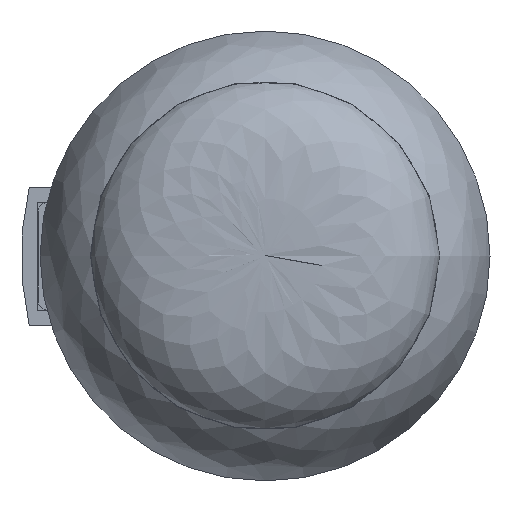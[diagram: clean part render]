
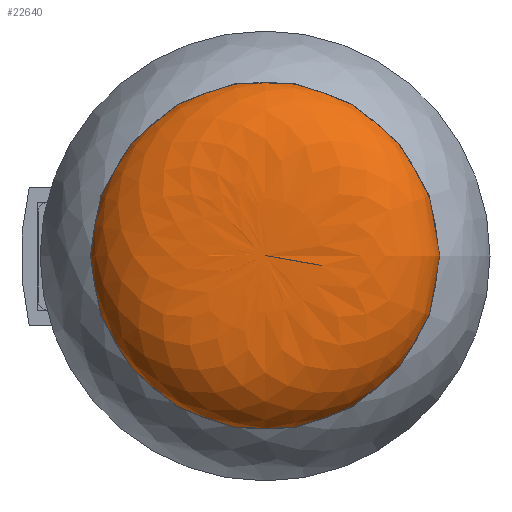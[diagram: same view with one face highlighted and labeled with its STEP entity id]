
A CAD part, top view. The second image highlights one B-rep face of the part: STEP entity #22640.
In plain terms, the highlighted face is a revolution surface.
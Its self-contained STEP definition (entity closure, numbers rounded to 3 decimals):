
#22627 = EDGE_CURVE('',#22628,#22628,#22630,.T.);
#22628 = VERTEX_POINT('',#22629);
#22629 = CARTESIAN_POINT('',(10.,0.,22.001));
#22630 = CIRCLE('',#22631,10.);
#22631 = AXIS2_PLACEMENT_3D('',#22632,#22633,#22634);
#22632 = CARTESIAN_POINT('',(0.,0.,22.001));
#22633 = DIRECTION('',(0.,0.,-1.));
#22634 = DIRECTION('',(1.,0.,0.));
#22640 = ADVANCED_FACE('',(#22641),#22656,.T.);
#22641 = FACE_BOUND('',#22642,.T.);
#22642 = EDGE_LOOP('',(#22643,#22654,#22655));
#22643 = ORIENTED_EDGE('',*,*,#22644,.T.);
#22644 = EDGE_CURVE('',#22645,#22628,#22647,.T.);
#22645 = VERTEX_POINT('',#22646);
#22646 = CARTESIAN_POINT('',(0.,0.,26.));
#22647 = B_SPLINE_CURVE_WITH_KNOTS('',3,(#22648,#22649,#22650,#22651,
    #22652,#22653),.UNSPECIFIED.,.F.,.F.,(4,1,1,4),(0.,0.333,
    0.667,1.),.QUASI_UNIFORM_KNOTS.);
#22648 = CARTESIAN_POINT('',(0.,0.,26.));
#22649 = CARTESIAN_POINT('',(5.682,0.,26.075));
#22650 = CARTESIAN_POINT('',(8.535,0.,25.147));
#22651 = CARTESIAN_POINT('',(10.27,0.,23.007));
#22652 = CARTESIAN_POINT('',(10.098,0.,22.158));
#22653 = CARTESIAN_POINT('',(10.,0.,22.001));
#22654 = ORIENTED_EDGE('',*,*,#22627,.F.);
#22655 = ORIENTED_EDGE('',*,*,#22644,.F.);
#22656 = SURFACE_OF_REVOLUTION('',#22657,#22664);
#22657 = B_SPLINE_CURVE_WITH_KNOTS('',3,(#22658,#22659,#22660,#22661,
    #22662,#22663),.UNSPECIFIED.,.F.,.F.,(4,1,1,4),(0.,0.333,
    0.667,1.),.QUASI_UNIFORM_KNOTS.);
#22658 = CARTESIAN_POINT('',(0.,0.,26.));
#22659 = CARTESIAN_POINT('',(5.682,0.,26.075));
#22660 = CARTESIAN_POINT('',(8.535,0.,25.147));
#22661 = CARTESIAN_POINT('',(10.27,0.,23.007));
#22662 = CARTESIAN_POINT('',(10.098,0.,22.158));
#22663 = CARTESIAN_POINT('',(10.,0.,22.001));
#22664 = AXIS1_PLACEMENT('',#22665,#22666);
#22665 = CARTESIAN_POINT('',(0.,0.,0.));
#22666 = DIRECTION('',(-0.,0.,-1.));
